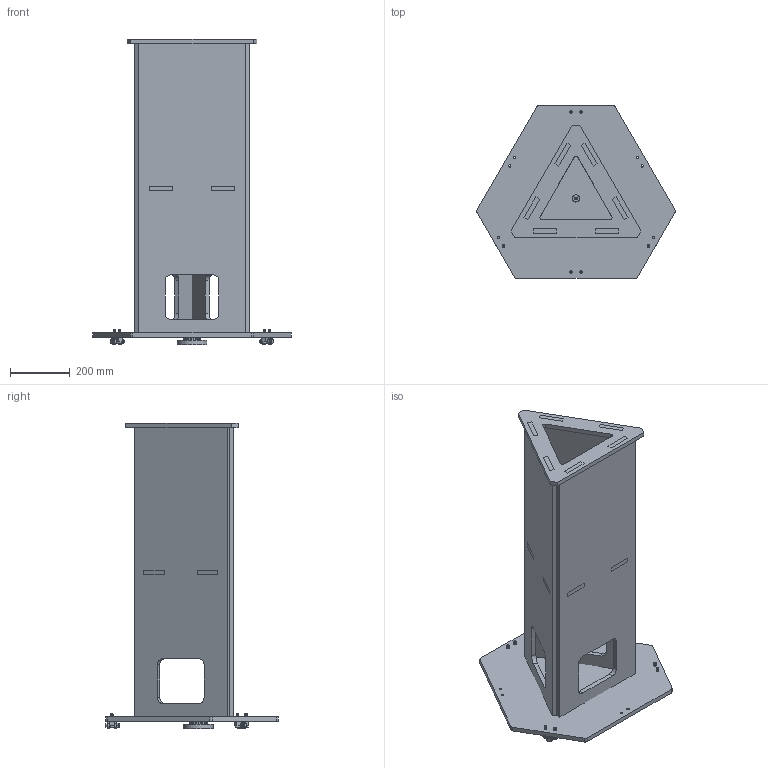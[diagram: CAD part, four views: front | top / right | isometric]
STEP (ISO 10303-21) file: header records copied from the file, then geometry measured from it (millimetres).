
FILE_DESCRIPTION(/* description */ (''),/* implementation_level */ '2;1');
FILE_NAME(/* name */ 'MEUBLE v11.step',/* time_stamp */ '2020-11-18T16:16:20+01:00',/* author */ (''),/* organization */ (''),/* preprocessor_version */ 'ST-DEVELOPER v18.1',/* originating_system */ 'Autodesk Translation Framework v9.3.0.1241',/* authorisation */ '');
FILE_SCHEMA (('AUTOMOTIVE_DESIGN { 1 0 10303 214 3 1 1 }'));
Length unit declared in the file: millimetre
Products named in the file (17): MEUBLE; Base; Lateral_1; Lateral_2; Lateral_3; Top; TOOLS; Component8; BASE_CENTRALE; 90854A415; F628Z; SUPPORT_ROULEMENT; SUPPORT_ROULEMENT_1; SUPPORT_ROULEMENT_2; 5972K501; 94645A210; 91310A542
Assembly tree (31 placements, depth 3):
  MEUBLE
    Base
    Lateral_1
    Lateral_2
    Lateral_3
    Top
    TOOLS
    Component8
    BASE_CENTRALE
      90854A415
      F628Z
    SUPPORT_ROULEMENT
      5972K501  x2
      91310A542  x3
      94645A210
    SUPPORT_ROULEMENT_1
      5972K501  x2
      91310A542  x3
      94645A210
    SUPPORT_ROULEMENT_2
      5972K501  x2
      91310A542  x3
      94645A210
Bounding box: 666.71 x 580.07 x 1025 mm (x, y, z)
Volume: 20292666.3 mm3; surface area: 3056574.4 mm2
Topology: 123 solids, 123 shells, 1712 faces, 4374 edges, 2850 vertices
Faces by surface type: plane 630, cylinder 527, bspline 276, cone 186, sphere 72, torus 21
Full cylindrical faces by diameter (mm): 4 x6, 6.106 x3, 6.376 x175, 8 x211, 8.219 x3, 13 x1, 13.681 x24, 16.319 x24, 22 x6, 24 x2, 27 x1, 60 x1, 100 x1
Entity records: 32772 total; most frequent: CARTESIAN_POINT 16492, ORIENTED_EDGE 3404, DIRECTION 2957, EDGE_CURVE 1702, VERTEX_POINT 1122, LINE 1107, VECTOR 1107, AXIS2_PLACEMENT_3D 925
